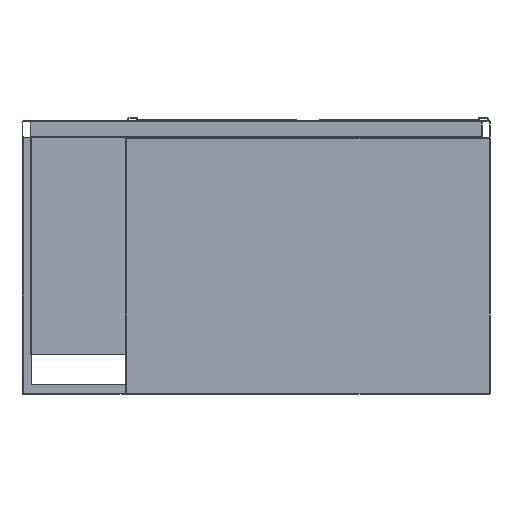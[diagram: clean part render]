
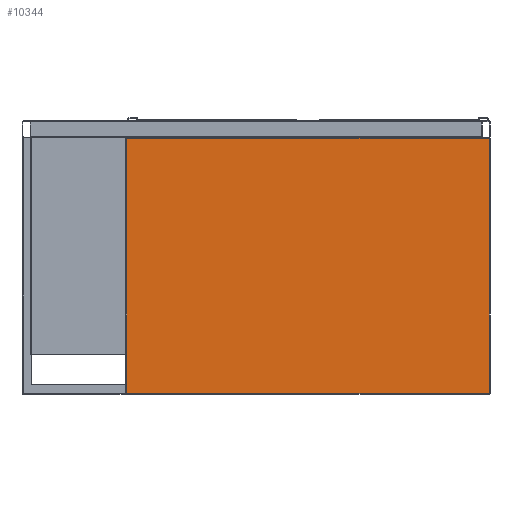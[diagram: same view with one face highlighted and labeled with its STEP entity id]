
A CAD part, front view. The second image highlights one B-rep face of the part: STEP entity #10344.
In plain terms, the highlighted planar face has unit normal (0, -1, 0).
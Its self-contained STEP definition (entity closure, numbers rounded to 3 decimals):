
#1953 = CARTESIAN_POINT ( 'NONE',  ( 438., -380., -42. ) ) ;
#2942 = LINE ( 'NONE', #19579, #29475 ) ;
#3669 = LINE ( 'NONE', #14943, #15612 ) ;
#4380 = EDGE_CURVE ( 'NONE', #10546, #19952, #3669, .T. ) ;
#5237 = DIRECTION ( 'NONE',  ( 0., 0., -1. ) ) ;
#6217 = VERTEX_POINT ( 'NONE', #11527 ) ;
#6389 = ORIENTED_EDGE ( 'NONE', *, *, #4380, .T. ) ;
#7943 = DIRECTION ( 'NONE',  ( 0., 0., -1. ) ) ;
#8187 = ORIENTED_EDGE ( 'NONE', *, *, #20385, .T. ) ;
#9384 = DIRECTION ( 'NONE',  ( 0., 0., 1. ) ) ;
#9682 = EDGE_CURVE ( 'NONE', #19366, #10546, #2942, .T. ) ;
#10344 = ADVANCED_FACE ( 'Fl�che8', ( #15244 ), #13561, .T. ) ;
#10546 = VERTEX_POINT ( 'NONE', #16872 ) ;
#10604 = CARTESIAN_POINT ( 'NONE',  ( -440., -380., -660. ) ) ;
#11045 = AXIS2_PLACEMENT_3D ( 'NONE', #10604, #21898, #5237 ) ;
#11088 = CARTESIAN_POINT ( 'NONE',  ( -438., -380., -660. ) ) ;
#11527 = CARTESIAN_POINT ( 'NONE',  ( -438., -380., -42. ) ) ;
#11541 = EDGE_LOOP ( 'NONE', ( #13039, #8187, #17820, #6389 ) ) ;
#11745 = VECTOR ( 'NONE', #7943, 1000. ) ;
#13039 = ORIENTED_EDGE ( 'NONE', *, *, #17318, .T. ) ;
#13561 = PLANE ( 'NONE',  #11045 ) ;
#14943 = CARTESIAN_POINT ( 'NONE',  ( 438., -380., -660. ) ) ;
#15244 = FACE_OUTER_BOUND ( 'NONE', #11541, .T. ) ;
#15612 = VECTOR ( 'NONE', #9384, 1000. ) ;
#16872 = CARTESIAN_POINT ( 'NONE',  ( 438., -380., -658. ) ) ;
#16983 = DIRECTION ( 'NONE',  ( 1., 0., 0. ) ) ;
#17318 = EDGE_CURVE ( 'NONE', #19952, #6217, #29284, .T. ) ;
#17820 = ORIENTED_EDGE ( 'NONE', *, *, #9682, .T. ) ;
#19366 = VERTEX_POINT ( 'NONE', #29350 ) ;
#19579 = CARTESIAN_POINT ( 'NONE',  ( -440., -380., -658. ) ) ;
#19765 = LINE ( 'NONE', #11088, #11745 ) ;
#19952 = VERTEX_POINT ( 'NONE', #1953 ) ;
#20385 = EDGE_CURVE ( 'NONE', #6217, #19366, #19765, .T. ) ;
#20609 = DIRECTION ( 'NONE',  ( -1., 0., 0. ) ) ;
#21898 = DIRECTION ( 'NONE',  ( 0., -1., 0. ) ) ;
#22242 = VECTOR ( 'NONE', #20609, 1000. ) ;
#29284 = LINE ( 'NONE', #31504, #22242 ) ;
#29350 = CARTESIAN_POINT ( 'NONE',  ( -438., -380., -658. ) ) ;
#29475 = VECTOR ( 'NONE', #16983, 1000. ) ;
#31504 = CARTESIAN_POINT ( 'NONE',  ( -440., -380., -42. ) ) ;
